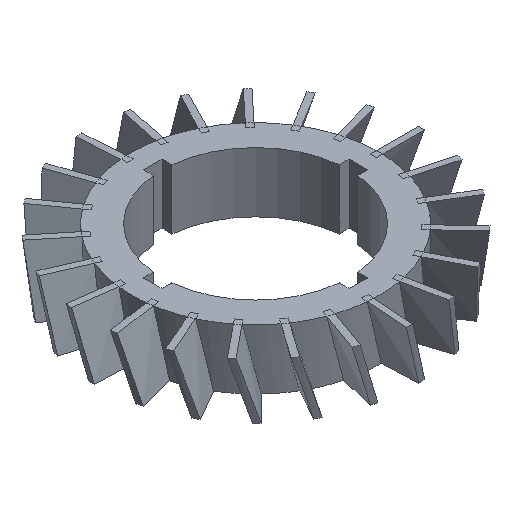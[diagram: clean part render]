
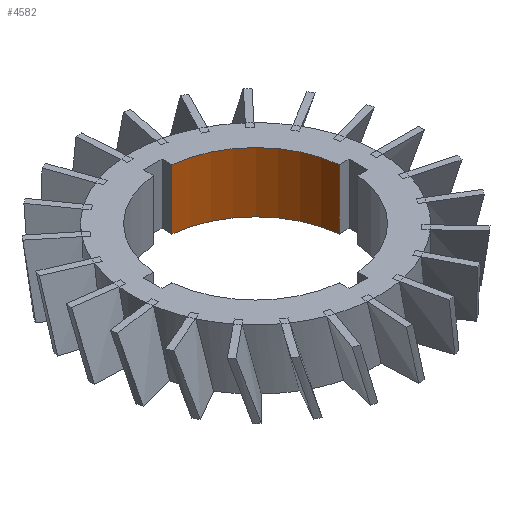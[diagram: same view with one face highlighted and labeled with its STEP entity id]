
A CAD part, isometric view. The second image highlights one B-rep face of the part: STEP entity #4582.
In plain terms, the highlighted cylindrical face has radius 15.1 mm (diameter 30.2 mm), a partial arc.
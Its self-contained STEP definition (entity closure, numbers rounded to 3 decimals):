
#979 = VERTEX_POINT('',#980);
#980 = CARTESIAN_POINT('',(15.025,1.5,0.3));
#986 = EDGE_CURVE('',#987,#979,#989,.T.);
#987 = VERTEX_POINT('',#988);
#988 = CARTESIAN_POINT('',(1.5,15.025,0.3));
#989 = CIRCLE('',#990,15.1);
#990 = AXIS2_PLACEMENT_3D('',#991,#992,#993);
#991 = CARTESIAN_POINT('',(0.,0.,0.3));
#992 = DIRECTION('',(0.,0.,-1.));
#993 = DIRECTION('',(1.,0.,0.));
#4563 = EDGE_CURVE('',#987,#4564,#4566,.T.);
#4564 = VERTEX_POINT('',#4565);
#4565 = CARTESIAN_POINT('',(1.5,15.025,10.));
#4566 = LINE('',#4567,#4568);
#4567 = CARTESIAN_POINT('',(1.5,15.025,0.3));
#4568 = VECTOR('',#4569,1.);
#4569 = DIRECTION('',(0.,0.,1.));
#4582 = ADVANCED_FACE('',(#4583),#4602,.F.);
#4583 = FACE_BOUND('',#4584,.T.);
#4584 = EDGE_LOOP('',(#4585,#4586,#4587,#4595));
#4585 = ORIENTED_EDGE('',*,*,#4563,.F.);
#4586 = ORIENTED_EDGE('',*,*,#986,.T.);
#4587 = ORIENTED_EDGE('',*,*,#4588,.T.);
#4588 = EDGE_CURVE('',#979,#4589,#4591,.T.);
#4589 = VERTEX_POINT('',#4590);
#4590 = CARTESIAN_POINT('',(15.025,1.5,10.));
#4591 = LINE('',#4592,#4593);
#4592 = CARTESIAN_POINT('',(15.025,1.5,0.3));
#4593 = VECTOR('',#4594,1.);
#4594 = DIRECTION('',(0.,0.,1.));
#4595 = ORIENTED_EDGE('',*,*,#4596,.T.);
#4596 = EDGE_CURVE('',#4589,#4564,#4597,.T.);
#4597 = CIRCLE('',#4598,15.1);
#4598 = AXIS2_PLACEMENT_3D('',#4599,#4600,#4601);
#4599 = CARTESIAN_POINT('',(0.,0.,10.));
#4600 = DIRECTION('',(0.,0.,1.));
#4601 = DIRECTION('',(1.,0.,0.));
#4602 = CYLINDRICAL_SURFACE('',#4603,15.1);
#4603 = AXIS2_PLACEMENT_3D('',#4604,#4605,#4606);
#4604 = CARTESIAN_POINT('',(0.,0.,0.));
#4605 = DIRECTION('',(-0.,-0.,-1.));
#4606 = DIRECTION('',(1.,0.,0.));
